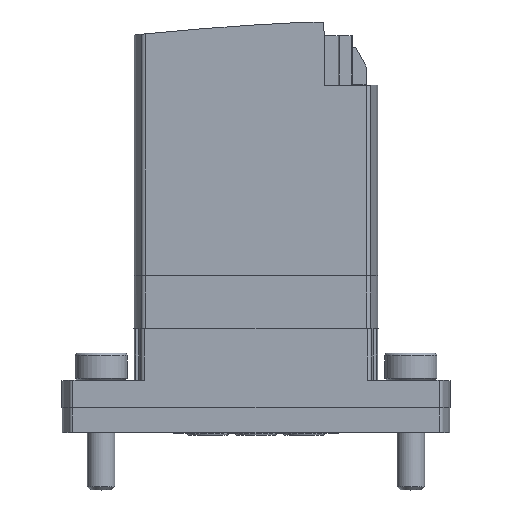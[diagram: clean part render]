
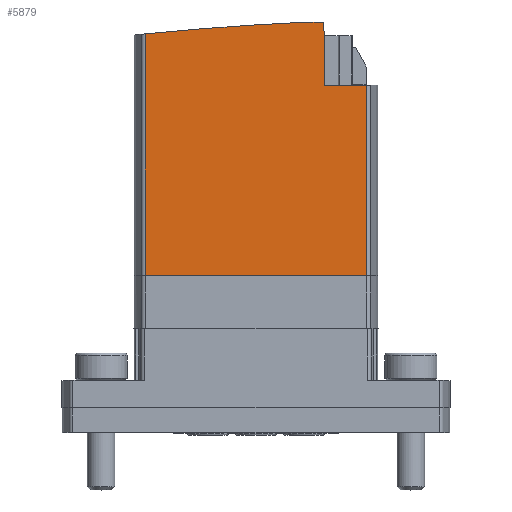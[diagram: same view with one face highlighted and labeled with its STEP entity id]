
A CAD part, top view. The second image highlights one B-rep face of the part: STEP entity #5879.
In plain terms, the highlighted planar face has unit normal (0, 0, 1).
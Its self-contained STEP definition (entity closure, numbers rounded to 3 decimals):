
#281=LINE('',#8273,#650);
#292=LINE('',#8293,#661);
#299=LINE('',#8315,#668);
#300=LINE('',#8317,#669);
#301=LINE('',#8321,#670);
#302=LINE('',#8323,#671);
#303=LINE('',#8325,#672);
#650=VECTOR('',#6853,1000.);
#661=VECTOR('',#6866,1000.);
#668=VECTOR('',#6885,1000.);
#669=VECTOR('',#6886,1000.);
#670=VECTOR('',#6889,1000.);
#671=VECTOR('',#6890,1000.);
#672=VECTOR('',#6891,1000.);
#1124=ORIENTED_EDGE('',*,*,#2401,.F.);
#1125=ORIENTED_EDGE('',*,*,#2402,.F.);
#1126=ORIENTED_EDGE('',*,*,#2403,.T.);
#1127=ORIENTED_EDGE('',*,*,#2404,.T.);
#1128=ORIENTED_EDGE('',*,*,#2405,.T.);
#1129=ORIENTED_EDGE('',*,*,#2406,.F.);
#1130=ORIENTED_EDGE('',*,*,#2390,.F.);
#1131=ORIENTED_EDGE('',*,*,#2379,.F.);
#2379=EDGE_CURVE('',#3012,#3009,#281,.T.);
#2390=EDGE_CURVE('',#3009,#3021,#292,.T.);
#2401=EDGE_CURVE('',#3030,#3012,#299,.T.);
#2402=EDGE_CURVE('',#3031,#3030,#300,.T.);
#2403=EDGE_CURVE('',#3031,#3032,#3398,.F.);
#2404=EDGE_CURVE('',#3032,#3033,#301,.T.);
#2405=EDGE_CURVE('',#3033,#3034,#302,.T.);
#2406=EDGE_CURVE('',#3021,#3034,#303,.T.);
#3009=VERTEX_POINT('',#8267);
#3012=VERTEX_POINT('',#8272);
#3021=VERTEX_POINT('',#8294);
#3030=VERTEX_POINT('',#8316);
#3031=VERTEX_POINT('',#8318);
#3032=VERTEX_POINT('',#8320);
#3033=VERTEX_POINT('',#8322);
#3034=VERTEX_POINT('',#8324);
#3398=CIRCLE('',#6206,220.036);
#3598=EDGE_LOOP('',(#1124,#1125,#1126,#1127,#1128,#1129,#1130,#1131));
#3911=FACE_BOUND('',#3598,.T.);
#4212=PLANE('',#6205);
#5879=ADVANCED_FACE('',(#3911),#4212,.F.);
#6205=AXIS2_PLACEMENT_3D('',#8314,#6883,#6884);
#6206=AXIS2_PLACEMENT_3D('',#8319,#6887,#6888);
#6853=DIRECTION('',(0.,-1.,0.));
#6866=DIRECTION('',(1.,0.,0.));
#6883=DIRECTION('',(0.,0.,-1.));
#6884=DIRECTION('',(-1.,0.,0.));
#6885=DIRECTION('',(0.092,-0.996,0.));
#6886=DIRECTION('',(1.,0.,0.));
#6887=DIRECTION('',(0.,0.,-1.));
#6888=DIRECTION('',(-1.,0.,0.));
#6889=DIRECTION('',(0.,-1.,0.));
#6890=DIRECTION('',(1.,0.,0.));
#6891=DIRECTION('',(0.,-1.,0.));
#8267=CARTESIAN_POINT('',(5.,25.39,3.45));
#8272=CARTESIAN_POINT('',(5.,29.002,3.45));
#8273=CARTESIAN_POINT('',(5.,30.,3.45));
#8293=CARTESIAN_POINT('',(-8.094,25.39,3.45));
#8294=CARTESIAN_POINT('',(8.094,25.39,3.45));
#8314=CARTESIAN_POINT('',(-8.094,30.,3.45));
#8315=CARTESIAN_POINT('',(4.799,31.186,3.45));
#8316=CARTESIAN_POINT('',(4.908,30.,3.45));
#8317=CARTESIAN_POINT('',(-8.094,30.,3.45));
#8318=CARTESIAN_POINT('',(3.869,30.,3.45));
#8319=CARTESIAN_POINT('',(13.796,-189.812,3.45));
#8320=CARTESIAN_POINT('',(-8.094,29.133,3.45));
#8321=CARTESIAN_POINT('',(-8.094,30.,3.45));
#8322=CARTESIAN_POINT('',(-8.094,11.5,3.45));
#8323=CARTESIAN_POINT('',(-8.094,11.5,3.45));
#8324=CARTESIAN_POINT('',(8.094,11.5,3.45));
#8325=CARTESIAN_POINT('',(8.094,30.,3.45));
